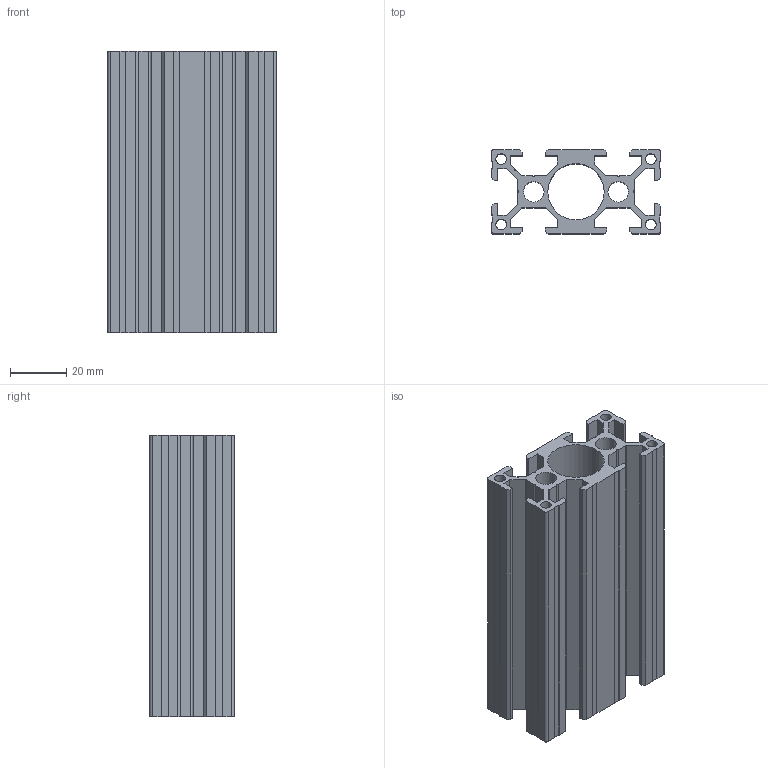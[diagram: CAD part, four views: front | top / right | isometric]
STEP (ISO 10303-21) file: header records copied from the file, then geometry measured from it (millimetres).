
FILE_DESCRIPTION(/* description */ (''),/* implementation_level */ '2;1');
FILE_NAME(/* name */ '103068.stp',/* time_stamp */ '2020-10-12T16:52:24+02:00',/* author */ ('jiri.spacek'),/* organization */ ('Alutec K&K'),/* preprocessor_version */ 'ST-DEVELOPER v18.1',/* originating_system */ 'Autodesk Inventor 2021',/* authorisation */ '');
FILE_SCHEMA (('AUTOMOTIVE_DESIGN { 1 0 10303 214 3 1 1 }'));
Length unit declared in the file: millimetre
Products named in the file (1): 103068
Bounding box: 60 x 30 x 100 mm (x, y, z)
Volume: 62413.7 mm3; surface area: 53151.4 mm2
Topology: 1 solids, 1 shells, 163 faces, 483 edges, 322 vertices
Faces by surface type: plane 133, cylinder 30
Full cylindrical faces by diameter (mm): 3.8 x4, 7.3 x2, 20 x1
Entity records: 5475 total; most frequent: CARTESIAN_POINT 969, ORIENTED_EDGE 966, DIRECTION 871, EDGE_CURVE 483, LINE 423, VECTOR 423, VERTEX_POINT 322, AXIS2_PLACEMENT_3D 224
